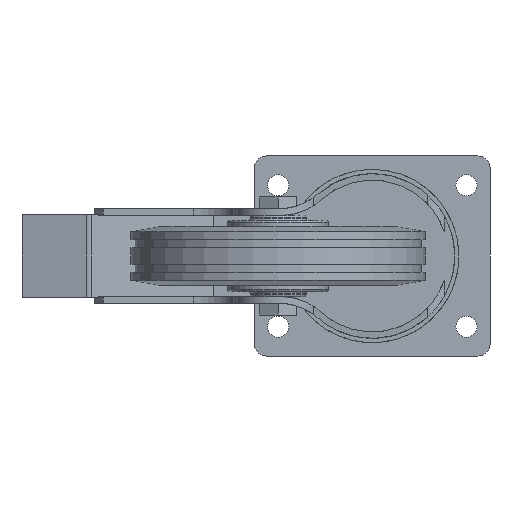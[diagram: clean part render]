
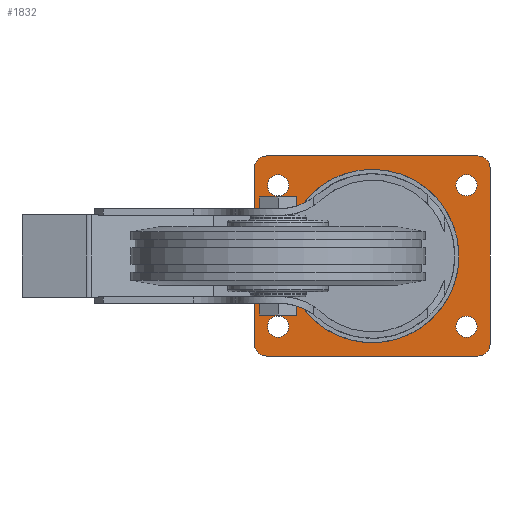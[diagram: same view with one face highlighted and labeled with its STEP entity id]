
A CAD part, front view. The second image highlights one B-rep face of the part: STEP entity #1832.
In plain terms, the highlighted planar face has unit normal (0, -1, 0).
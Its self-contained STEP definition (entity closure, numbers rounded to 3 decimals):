
#141=LINE('',#3025,#283);
#145=LINE('',#3037,#287);
#149=LINE('',#3049,#291);
#153=LINE('',#3080,#295);
#283=VECTOR('',#2373,1000.);
#287=VECTOR('',#2385,1000.);
#291=VECTOR('',#2397,1000.);
#295=VECTOR('',#2433,1000.);
#362=PLANE('',#2014);
#683=ORIENTED_EDGE('',*,*,#981,.T.);
#684=ORIENTED_EDGE('',*,*,#1061,.T.);
#685=ORIENTED_EDGE('',*,*,#1059,.T.);
#686=ORIENTED_EDGE('',*,*,#1057,.T.);
#687=ORIENTED_EDGE('',*,*,#1055,.T.);
#688=ORIENTED_EDGE('',*,*,#1035,.F.);
#689=ORIENTED_EDGE('',*,*,#1064,.F.);
#690=ORIENTED_EDGE('',*,*,#1053,.F.);
#691=ORIENTED_EDGE('',*,*,#1050,.F.);
#692=ORIENTED_EDGE('',*,*,#1047,.F.);
#693=ORIENTED_EDGE('',*,*,#1044,.F.);
#694=ORIENTED_EDGE('',*,*,#1041,.F.);
#695=ORIENTED_EDGE('',*,*,#1038,.F.);
#981=EDGE_CURVE('',#1213,#1213,#1341,.T.);
#1035=EDGE_CURVE('',#1244,#1245,#1354,.T.);
#1038=EDGE_CURVE('',#1245,#1247,#141,.T.);
#1041=EDGE_CURVE('',#1247,#1249,#1356,.T.);
#1044=EDGE_CURVE('',#1249,#1251,#145,.T.);
#1047=EDGE_CURVE('',#1251,#1253,#1358,.T.);
#1050=EDGE_CURVE('',#1253,#1255,#149,.T.);
#1053=EDGE_CURVE('',#1255,#1257,#1360,.T.);
#1055=EDGE_CURVE('',#1258,#1258,#1361,.T.);
#1057=EDGE_CURVE('',#1260,#1260,#1363,.T.);
#1059=EDGE_CURVE('',#1262,#1262,#1365,.T.);
#1061=EDGE_CURVE('',#1264,#1264,#1367,.T.);
#1064=EDGE_CURVE('',#1257,#1244,#153,.T.);
#1213=VERTEX_POINT('',#2880);
#1244=VERTEX_POINT('',#3018);
#1245=VERTEX_POINT('',#3020);
#1247=VERTEX_POINT('',#3026);
#1249=VERTEX_POINT('',#3032);
#1251=VERTEX_POINT('',#3038);
#1253=VERTEX_POINT('',#3044);
#1255=VERTEX_POINT('',#3050);
#1257=VERTEX_POINT('',#3056);
#1258=VERTEX_POINT('',#3060);
#1260=VERTEX_POINT('',#3065);
#1262=VERTEX_POINT('',#3070);
#1264=VERTEX_POINT('',#3075);
#1341=CIRCLE('',#1941,36.8);
#1354=CIRCLE('',#1988,5.1);
#1356=CIRCLE('',#1992,5.1);
#1358=CIRCLE('',#1996,5.1);
#1360=CIRCLE('',#2000,5.1);
#1361=CIRCLE('',#2002,4.5);
#1363=CIRCLE('',#2005,4.5);
#1365=CIRCLE('',#2008,4.5);
#1367=CIRCLE('',#2011,4.5);
#1470=EDGE_LOOP('',(#683));
#1471=EDGE_LOOP('',(#684));
#1472=EDGE_LOOP('',(#685));
#1473=EDGE_LOOP('',(#686));
#1474=EDGE_LOOP('',(#687));
#1475=EDGE_LOOP('',(#688,#689,#690,#691,#692,#693,#694,#695));
#1638=FACE_BOUND('',#1470,.T.);
#1639=FACE_BOUND('',#1471,.T.);
#1640=FACE_BOUND('',#1472,.T.);
#1641=FACE_BOUND('',#1473,.T.);
#1642=FACE_BOUND('',#1474,.T.);
#1643=FACE_BOUND('',#1475,.T.);
#1832=ADVANCED_FACE('',(#1638,#1639,#1640,#1641,#1642,#1643),#362,.F.);
#1941=AXIS2_PLACEMENT_3D('',#2879,#2244,#2245);
#1988=AXIS2_PLACEMENT_3D('',#3019,#2367,#2368);
#1992=AXIS2_PLACEMENT_3D('',#3031,#2379,#2380);
#1996=AXIS2_PLACEMENT_3D('',#3043,#2391,#2392);
#2000=AXIS2_PLACEMENT_3D('',#3055,#2403,#2404);
#2002=AXIS2_PLACEMENT_3D('',#3059,#2408,#2409);
#2005=AXIS2_PLACEMENT_3D('',#3064,#2414,#2415);
#2008=AXIS2_PLACEMENT_3D('',#3069,#2420,#2421);
#2011=AXIS2_PLACEMENT_3D('',#3074,#2426,#2427);
#2014=AXIS2_PLACEMENT_3D('',#3081,#2434,#2435);
#2244=DIRECTION('',(0.,1.,0.));
#2245=DIRECTION('',(0.,0.,1.));
#2367=DIRECTION('',(0.,1.,0.));
#2368=DIRECTION('',(1.,0.,0.));
#2373=DIRECTION('',(0.,0.,1.));
#2379=DIRECTION('',(0.,1.,0.));
#2380=DIRECTION('',(1.,0.,0.));
#2385=DIRECTION('',(1.,0.,0.));
#2391=DIRECTION('',(0.,1.,0.));
#2392=DIRECTION('',(1.,0.,0.));
#2397=DIRECTION('',(0.,0.,-1.));
#2403=DIRECTION('',(0.,1.,0.));
#2404=DIRECTION('',(1.,0.,0.));
#2408=DIRECTION('',(0.,1.,0.));
#2409=DIRECTION('',(1.,0.,0.));
#2414=DIRECTION('',(0.,1.,0.));
#2415=DIRECTION('',(1.,0.,0.));
#2420=DIRECTION('',(0.,1.,0.));
#2421=DIRECTION('',(1.,0.,0.));
#2426=DIRECTION('',(0.,1.,0.));
#2427=DIRECTION('',(1.,0.,0.));
#2433=DIRECTION('',(-1.,0.,0.));
#2434=DIRECTION('',(0.,1.,0.));
#2435=DIRECTION('',(0.,0.,1.));
#2879=CARTESIAN_POINT('',(40.,83.869,0.));
#2880=CARTESIAN_POINT('',(40.,83.869,36.8));
#3018=CARTESIAN_POINT('',(-4.9,83.869,-42.5));
#3019=CARTESIAN_POINT('',(-4.9,83.869,-37.4));
#3020=CARTESIAN_POINT('',(-10.,83.869,-37.4));
#3025=CARTESIAN_POINT('',(-10.,83.869,-37.4));
#3026=CARTESIAN_POINT('',(-10.,83.869,37.4));
#3031=CARTESIAN_POINT('',(-4.9,83.869,37.4));
#3032=CARTESIAN_POINT('',(-4.9,83.869,42.5));
#3037=CARTESIAN_POINT('',(-4.9,83.869,42.5));
#3038=CARTESIAN_POINT('',(84.9,83.869,42.5));
#3043=CARTESIAN_POINT('',(84.9,83.869,37.4));
#3044=CARTESIAN_POINT('',(90.,83.869,37.4));
#3049=CARTESIAN_POINT('',(90.,83.869,37.4));
#3050=CARTESIAN_POINT('',(90.,83.869,-37.4));
#3055=CARTESIAN_POINT('',(84.9,83.869,-37.4));
#3056=CARTESIAN_POINT('',(84.9,83.869,-42.5));
#3059=CARTESIAN_POINT('',(80.,83.869,-30.));
#3060=CARTESIAN_POINT('',(84.5,83.869,-30.));
#3064=CARTESIAN_POINT('',(80.,83.869,30.));
#3065=CARTESIAN_POINT('',(84.5,83.869,30.));
#3069=CARTESIAN_POINT('',(0.,83.869,-30.));
#3070=CARTESIAN_POINT('',(4.5,83.869,-30.));
#3074=CARTESIAN_POINT('',(0.,83.869,30.));
#3075=CARTESIAN_POINT('',(4.5,83.869,30.));
#3080=CARTESIAN_POINT('',(84.9,83.869,-42.5));
#3081=CARTESIAN_POINT('',(-4.9,83.869,-37.4));
